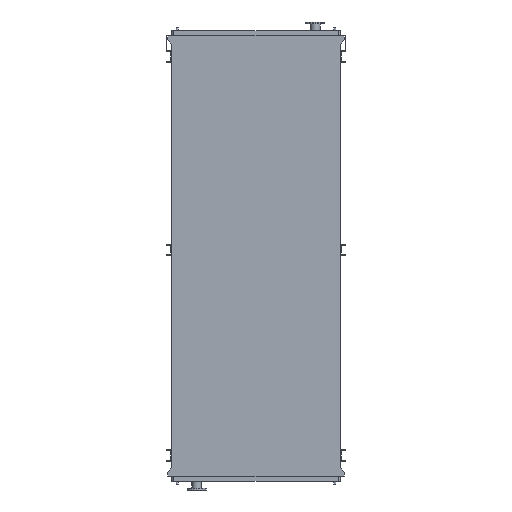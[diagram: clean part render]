
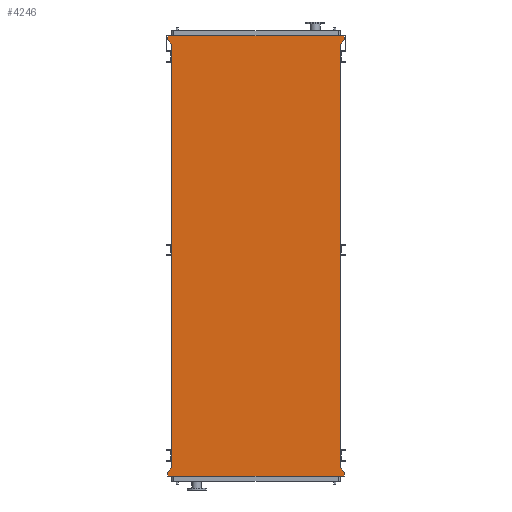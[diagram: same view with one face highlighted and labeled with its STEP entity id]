
A CAD part, front view. The second image highlights one B-rep face of the part: STEP entity #4246.
In plain terms, the highlighted planar face has unit normal (0, -1, 0).
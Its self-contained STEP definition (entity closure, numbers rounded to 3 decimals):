
#49 = VERTEX_POINT ( 'NONE', #17475 ) ;
#76 = VERTEX_POINT ( 'NONE', #16047 ) ;
#186 = VECTOR ( 'NONE', #8018, 1000. ) ;
#438 = VERTEX_POINT ( 'NONE', #2326 ) ;
#657 = CARTESIAN_POINT ( 'NONE',  ( -1011., 0., -4903. ) ) ;
#1574 = CARTESIAN_POINT ( 'NONE',  ( -1011., 0., -4945. ) ) ;
#1913 = DIRECTION ( 'NONE',  ( 0., 0., 1. ) ) ;
#1968 = DIRECTION ( 'NONE',  ( -0.655, 0., -0.755 ) ) ;
#2065 = VERTEX_POINT ( 'NONE', #11682 ) ;
#2077 = CARTESIAN_POINT ( 'NONE',  ( 1011., 0., 53. ) ) ;
#2162 = ORIENTED_EDGE ( 'NONE', *, *, #11734, .T. ) ;
#2326 = CARTESIAN_POINT ( 'NONE',  ( -1011., 0., -4945. ) ) ;
#2589 = CARTESIAN_POINT ( 'NONE',  ( -965., 0., 0. ) ) ;
#2843 = ORIENTED_EDGE ( 'NONE', *, *, #14178, .F. ) ;
#2971 = VERTEX_POINT ( 'NONE', #2589 ) ;
#3241 = LINE ( 'NONE', #5827, #12147 ) ;
#4246 = ADVANCED_FACE ( 'NONE', ( #14484 ), #4553, .T. ) ;
#4370 = CARTESIAN_POINT ( 'NONE',  ( -1011., 0., 95. ) ) ;
#4497 = DIRECTION ( 'NONE',  ( 0., 0., -1. ) ) ;
#4520 = DIRECTION ( 'NONE',  ( 0., -1., 0. ) ) ;
#4553 = PLANE ( 'NONE',  #14896 ) ;
#4621 = CARTESIAN_POINT ( 'NONE',  ( -965., 0., 0. ) ) ;
#4715 = DIRECTION ( 'NONE',  ( -0.655, 0., 0.755 ) ) ;
#4790 = CARTESIAN_POINT ( 'NONE',  ( -965., 0., -4850. ) ) ;
#5677 = VERTEX_POINT ( 'NONE', #7544 ) ;
#5773 = DIRECTION ( 'NONE',  ( 0.655, 0., 0.755 ) ) ;
#5798 = LINE ( 'NONE', #7557, #186 ) ;
#5827 = CARTESIAN_POINT ( 'NONE',  ( -1011., 0., 53. ) ) ;
#5962 = DIRECTION ( 'NONE',  ( 0., 0., 1. ) ) ;
#6009 = CARTESIAN_POINT ( 'NONE',  ( -1011., 0., 53. ) ) ;
#6737 = VECTOR ( 'NONE', #1968, 1000. ) ;
#7544 = CARTESIAN_POINT ( 'NONE',  ( -965., 0., -4850. ) ) ;
#7557 = CARTESIAN_POINT ( 'NONE',  ( 965., 0., -4850. ) ) ;
#8018 = DIRECTION ( 'NONE',  ( 0., 0., 1. ) ) ;
#8092 = ORIENTED_EDGE ( 'NONE', *, *, #14450, .F. ) ;
#8644 = ORIENTED_EDGE ( 'NONE', *, *, #19623, .F. ) ;
#8646 = CARTESIAN_POINT ( 'NONE',  ( -1011., 0., -4903. ) ) ;
#8999 = CARTESIAN_POINT ( 'NONE',  ( 965., 0., -4850. ) ) ;
#9024 = VERTEX_POINT ( 'NONE', #4370 ) ;
#9186 = ORIENTED_EDGE ( 'NONE', *, *, #14567, .F. ) ;
#9456 = VECTOR ( 'NONE', #5773, 1000. ) ;
#9608 = VECTOR ( 'NONE', #20634, 1000. ) ;
#9703 = ORIENTED_EDGE ( 'NONE', *, *, #14836, .F. ) ;
#9880 = EDGE_CURVE ( 'NONE', #9024, #49, #20341, .T. ) ;
#10185 = ORIENTED_EDGE ( 'NONE', *, *, #15623, .F. ) ;
#10196 = VECTOR ( 'NONE', #4715, 1000. ) ;
#10561 = DIRECTION ( 'NONE',  ( 1., 0., 0. ) ) ;
#10770 = CARTESIAN_POINT ( 'NONE',  ( 1011., 0., -4945. ) ) ;
#10860 = DIRECTION ( 'NONE',  ( -1., 0., 0. ) ) ;
#11068 = CARTESIAN_POINT ( 'NONE',  ( -1011., 0., 95. ) ) ;
#11164 = LINE ( 'NONE', #2077, #6737 ) ;
#11611 = ORIENTED_EDGE ( 'NONE', *, *, #13800, .F. ) ;
#11682 = CARTESIAN_POINT ( 'NONE',  ( 965., 0., 0. ) ) ;
#11734 = EDGE_CURVE ( 'NONE', #17288, #2065, #5798, .T. ) ;
#11743 = VECTOR ( 'NONE', #18649, 1000. ) ;
#11918 = EDGE_LOOP ( 'NONE', ( #2162, #11611, #2843, #20094, #8092, #9186, #8644, #9703, #13307, #10185, #13786, #18698 ) ) ;
#12147 = VECTOR ( 'NONE', #5962, 1000. ) ;
#12776 = CARTESIAN_POINT ( 'NONE',  ( 1011., 0., 95. ) ) ;
#12863 = VECTOR ( 'NONE', #17659, 1000. ) ;
#13146 = DIRECTION ( 'NONE',  ( 0., 0., -1. ) ) ;
#13307 = ORIENTED_EDGE ( 'NONE', *, *, #15250, .F. ) ;
#13511 = LINE ( 'NONE', #10770, #17612 ) ;
#13694 = LINE ( 'NONE', #20559, #9608 ) ;
#13786 = ORIENTED_EDGE ( 'NONE', *, *, #16284, .F. ) ;
#13800 = EDGE_CURVE ( 'NONE', #17562, #2065, #11164, .T. ) ;
#14178 = EDGE_CURVE ( 'NONE', #49, #17562, #16986, .T. ) ;
#14450 = EDGE_CURVE ( 'NONE', #16063, #9024, #3241, .T. ) ;
#14484 = FACE_OUTER_BOUND ( 'NONE', #11918, .T. ) ;
#14567 = EDGE_CURVE ( 'NONE', #2971, #16063, #18333, .T. ) ;
#14836 = EDGE_CURVE ( 'NONE', #18643, #5677, #17647, .T. ) ;
#14896 = AXIS2_PLACEMENT_3D ( 'NONE', #4790, #4520, #4497 ) ;
#15250 = EDGE_CURVE ( 'NONE', #438, #18643, #18090, .T. ) ;
#15623 = EDGE_CURVE ( 'NONE', #19856, #438, #13511, .T. ) ;
#16007 = VECTOR ( 'NONE', #13146, 1000. ) ;
#16047 = CARTESIAN_POINT ( 'NONE',  ( 1011., 0., -4903. ) ) ;
#16063 = VERTEX_POINT ( 'NONE', #6009 ) ;
#16070 = CARTESIAN_POINT ( 'NONE',  ( -965., 0., -4850. ) ) ;
#16284 = EDGE_CURVE ( 'NONE', #76, #19856, #13694, .T. ) ;
#16516 = CARTESIAN_POINT ( 'NONE',  ( 1011., 0., -4945. ) ) ;
#16665 = EDGE_CURVE ( 'NONE', #17288, #76, #19631, .T. ) ;
#16760 = VECTOR ( 'NONE', #10561, 1000. ) ;
#16986 = LINE ( 'NONE', #12776, #16007 ) ;
#17173 = VECTOR ( 'NONE', #1913, 1000. ) ;
#17288 = VERTEX_POINT ( 'NONE', #8999 ) ;
#17475 = CARTESIAN_POINT ( 'NONE',  ( 1011., 0., 95. ) ) ;
#17562 = VERTEX_POINT ( 'NONE', #19995 ) ;
#17612 = VECTOR ( 'NONE', #10860, 1000. ) ;
#17647 = LINE ( 'NONE', #8646, #9456 ) ;
#17659 = DIRECTION ( 'NONE',  ( 0., 0., 1. ) ) ;
#18090 = LINE ( 'NONE', #1574, #17173 ) ;
#18333 = LINE ( 'NONE', #4621, #10196 ) ;
#18338 = CARTESIAN_POINT ( 'NONE',  ( 965., 0., -4850. ) ) ;
#18643 = VERTEX_POINT ( 'NONE', #657 ) ;
#18649 = DIRECTION ( 'NONE',  ( 0.655, 0., -0.755 ) ) ;
#18698 = ORIENTED_EDGE ( 'NONE', *, *, #16665, .F. ) ;
#19623 = EDGE_CURVE ( 'NONE', #5677, #2971, #20505, .T. ) ;
#19631 = LINE ( 'NONE', #18338, #11743 ) ;
#19856 = VERTEX_POINT ( 'NONE', #16516 ) ;
#19995 = CARTESIAN_POINT ( 'NONE',  ( 1011., 0., 53. ) ) ;
#20094 = ORIENTED_EDGE ( 'NONE', *, *, #9880, .F. ) ;
#20341 = LINE ( 'NONE', #11068, #16760 ) ;
#20505 = LINE ( 'NONE', #16070, #12863 ) ;
#20559 = CARTESIAN_POINT ( 'NONE',  ( 1011., 0., -4903. ) ) ;
#20634 = DIRECTION ( 'NONE',  ( 0., 0., -1. ) ) ;
